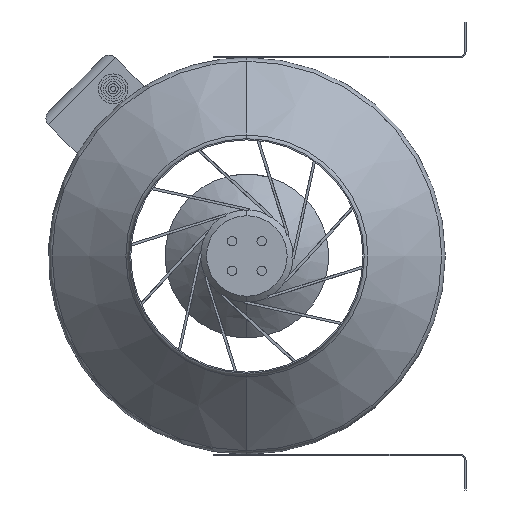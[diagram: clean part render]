
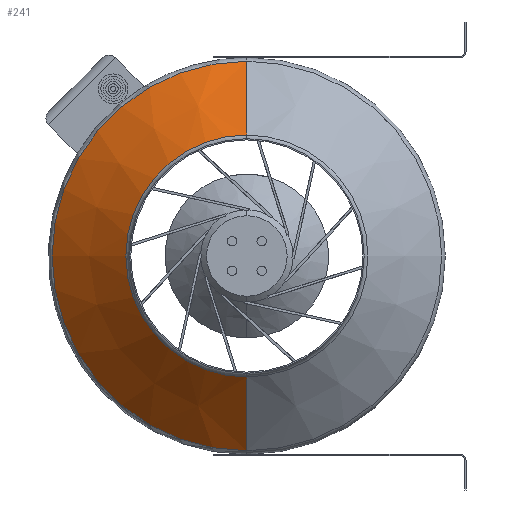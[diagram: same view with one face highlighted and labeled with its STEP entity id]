
A CAD part, left-side view. The second image highlights one B-rep face of the part: STEP entity #241.
In plain terms, the highlighted conical face has half-angle 46.459 degrees and reference radius 102.111 mm.
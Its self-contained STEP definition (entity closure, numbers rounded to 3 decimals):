
#241 = ADVANCED_FACE ( 'NONE', ( #263 ), #3579, .T. ) ;
#263 = FACE_OUTER_BOUND ( 'NONE', #7358, .T. ) ;
#437 = VECTOR ( 'NONE', #2655, 1000. ) ;
#719 = VERTEX_POINT ( 'NONE', #2071 ) ;
#1301 = VERTEX_POINT ( 'NONE', #1411 ) ;
#1402 = LINE ( 'NONE', #2085, #3093 ) ;
#1411 = CARTESIAN_POINT ( 'NONE',  ( 29.249, 0., -102.111 ) ) ;
#2042 = CIRCLE ( 'NONE', #5471, 164.389 ) ;
#2071 = CARTESIAN_POINT ( 'NONE',  ( 29.249, 0., 102.111 ) ) ;
#2085 = CARTESIAN_POINT ( 'NONE',  ( 29.249, 0., 102.111 ) ) ;
#2282 = LINE ( 'NONE', #5301, #437 ) ;
#2511 = DIRECTION ( 'NONE',  ( -1., 0., 0. ) ) ;
#2655 = DIRECTION ( 'NONE',  ( 0.689, 0., -0.725 ) ) ;
#2941 = AXIS2_PLACEMENT_3D ( 'NONE', #7941, #5249, #8693 ) ;
#3093 = VECTOR ( 'NONE', #5572, 1000. ) ;
#3579 = CONICAL_SURFACE ( 'NONE', #8808, 102.111, 0.811 ) ;
#3701 = EDGE_CURVE ( 'NONE', #8255, #3921, #2042, .T. ) ;
#3808 = CARTESIAN_POINT ( 'NONE',  ( 88.432, 0., 0. ) ) ;
#3921 = VERTEX_POINT ( 'NONE', #5196 ) ;
#4015 = ORIENTED_EDGE ( 'NONE', *, *, #3701, .T. ) ;
#4155 = ORIENTED_EDGE ( 'NONE', *, *, #4375, .T. ) ;
#4375 = EDGE_CURVE ( 'NONE', #719, #8255, #1402, .T. ) ;
#4393 = CIRCLE ( 'NONE', #2941, 102.111 ) ;
#4838 = CARTESIAN_POINT ( 'NONE',  ( 29.249, 0., 0. ) ) ;
#5176 = CARTESIAN_POINT ( 'NONE',  ( 88.432, 0., 164.389 ) ) ;
#5196 = CARTESIAN_POINT ( 'NONE',  ( 88.432, 0., -164.389 ) ) ;
#5249 = DIRECTION ( 'NONE',  ( -1., 0., 0. ) ) ;
#5301 = CARTESIAN_POINT ( 'NONE',  ( 29.249, 0., -102.111 ) ) ;
#5471 = AXIS2_PLACEMENT_3D ( 'NONE', #3808, #2511, #8623 ) ;
#5483 = DIRECTION ( 'NONE',  ( 0., 0., -1. ) ) ;
#5572 = DIRECTION ( 'NONE',  ( 0.689, 0., 0.725 ) ) ;
#7021 = EDGE_CURVE ( 'NONE', #1301, #3921, #2282, .T. ) ;
#7025 = ORIENTED_EDGE ( 'NONE', *, *, #7656, .F. ) ;
#7358 = EDGE_LOOP ( 'NONE', ( #7025, #4155, #4015, #8791 ) ) ;
#7656 = EDGE_CURVE ( 'NONE', #719, #1301, #4393, .T. ) ;
#7941 = CARTESIAN_POINT ( 'NONE',  ( 29.249, 0., 0. ) ) ;
#8255 = VERTEX_POINT ( 'NONE', #5176 ) ;
#8261 = DIRECTION ( 'NONE',  ( 1., 0., 0. ) ) ;
#8623 = DIRECTION ( 'NONE',  ( 0., 0., 1. ) ) ;
#8693 = DIRECTION ( 'NONE',  ( 0., 0., 1. ) ) ;
#8791 = ORIENTED_EDGE ( 'NONE', *, *, #7021, .F. ) ;
#8808 = AXIS2_PLACEMENT_3D ( 'NONE', #4838, #8261, #5483 ) ;
